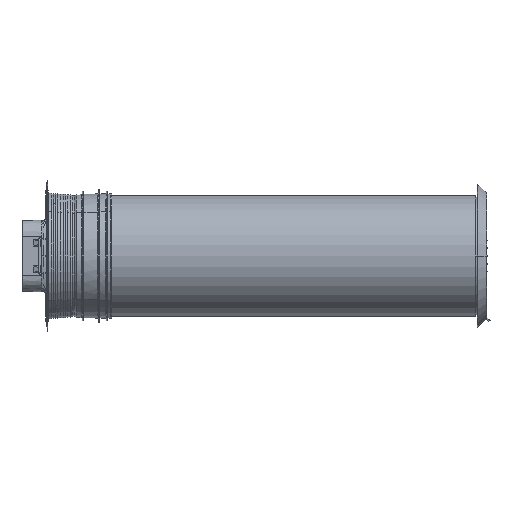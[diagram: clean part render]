
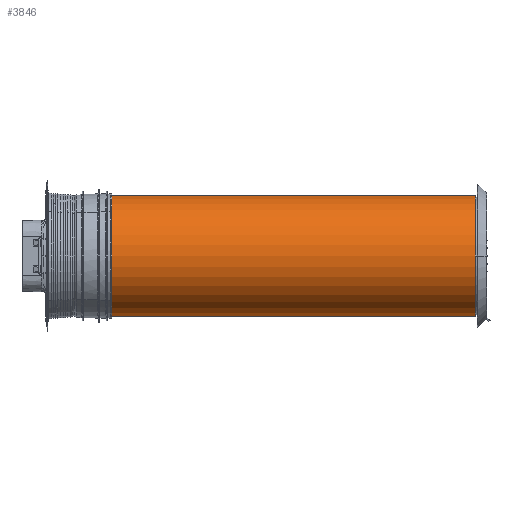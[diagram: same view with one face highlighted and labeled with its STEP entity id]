
A CAD part, front view. The second image highlights one B-rep face of the part: STEP entity #3846.
In plain terms, the highlighted cylindrical face has radius 75.8 mm (diameter 151.6 mm), a partial arc.
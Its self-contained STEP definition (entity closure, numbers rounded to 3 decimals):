
#3846=ADVANCED_FACE('',(#10741),#10742,.T.);
#10741=FACE_OUTER_BOUND('',#58937,.T.);
#10742=CYLINDRICAL_SURFACE('',#58938,75.8);
#58937=EDGE_LOOP('',(#87006,#87007,#87008,#87009));
#58938=AXIS2_PLACEMENT_3D('',#87010,#87011,#87012);
#87006=ORIENTED_EDGE('',*,*,#96360,.T.);
#87007=ORIENTED_EDGE('',*,*,#96366,.T.);
#87008=ORIENTED_EDGE('',*,*,#96362,.T.);
#87009=ORIENTED_EDGE('',*,*,#96365,.T.);
#87010=CARTESIAN_POINT('',(105.0,80.0,0.0));
#87011=DIRECTION('',(0.0,0.0,1.0));
#87012=DIRECTION('',(1.0,0.0,0.0));
#96360=EDGE_CURVE('',#111647,#111648,#111649,.T.);
#96362=EDGE_CURVE('',#111652,#111650,#111653,.T.);
#96365=EDGE_CURVE('',#111650,#111647,#111656,.T.);
#96366=EDGE_CURVE('',#111648,#111652,#111657,.T.);
#111647=VERTEX_POINT('',#167104);
#111648=VERTEX_POINT('',#167105);
#111649=LINE('',#167106,#167107);
#111650=VERTEX_POINT('',#167108);
#111652=VERTEX_POINT('',#167110);
#111653=LINE('',#167111,#167112);
#111656=CIRCLE('',#167115,75.8);
#111657=CIRCLE('',#167116,75.8);
#167104=CARTESIAN_POINT('',(180.8,80.0,-350.0));
#167105=CARTESIAN_POINT('',(180.8,80.0,150.0));
#167106=CARTESIAN_POINT('',(180.8,80.0,0.0));
#167107=VECTOR('',#175670,1.0);
#167108=CARTESIAN_POINT('',(29.2,80.0,-350.0));
#167110=CARTESIAN_POINT('',(29.2,80.0,150.0));
#167111=CARTESIAN_POINT('',(29.2,80.0,0.0));
#167112=VECTOR('',#175674,1.0);
#167115=AXIS2_PLACEMENT_3D('',#175681,#175682,#175683);
#167116=AXIS2_PLACEMENT_3D('',#175684,#175685,#175686);
#175670=DIRECTION('',(0.0,0.0,1.0));
#175674=DIRECTION('',(-0.0,-0.0,-1.0));
#175681=CARTESIAN_POINT('',(105.0,80.0,-350.0));
#175682=DIRECTION('',(0.0,0.0,1.0));
#175683=DIRECTION('',(1.0,0.0,0.0));
#175684=CARTESIAN_POINT('',(105.0,80.0,150.0));
#175685=DIRECTION('',(0.0,0.0,-1.0));
#175686=DIRECTION('',(1.0,0.0,0.0));
